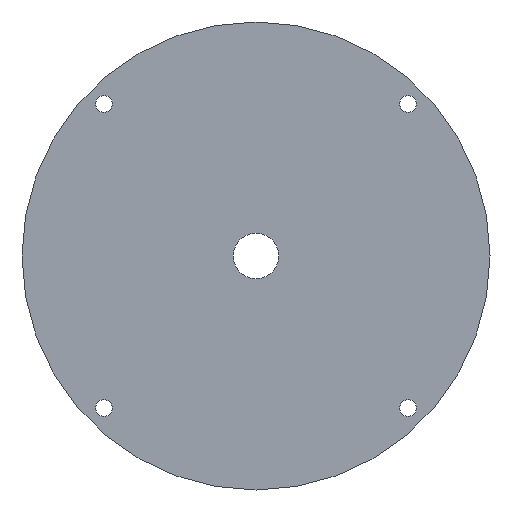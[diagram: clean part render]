
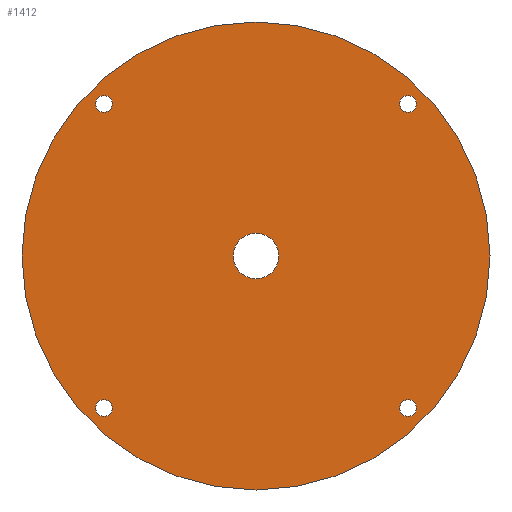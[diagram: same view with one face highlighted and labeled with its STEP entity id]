
A CAD part, front view. The second image highlights one B-rep face of the part: STEP entity #1412.
In plain terms, the highlighted planar face has unit normal (0, -1, 0).
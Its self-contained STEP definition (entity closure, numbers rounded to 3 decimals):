
#8 = CARTESIAN_POINT ( 'NONE',  ( 60.104, -1., -56.804 ) ) ;
#101 = EDGE_CURVE ( 'NONE', #807, #807, #815, .T. ) ;
#119 = VERTEX_POINT ( 'NONE', #1286 ) ;
#168 = FACE_BOUND ( 'NONE', #409, .T. ) ;
#177 = CARTESIAN_POINT ( 'NONE',  ( 0., -1., 0. ) ) ;
#206 = AXIS2_PLACEMENT_3D ( 'NONE', #1465, #1147, #211 ) ;
#211 = DIRECTION ( 'NONE',  ( 0., 0., 1. ) ) ;
#244 = VERTEX_POINT ( 'NONE', #1443 ) ;
#286 = PLANE ( 'NONE',  #752 ) ;
#295 = CIRCLE ( 'NONE', #298, 3.3 ) ;
#298 = AXIS2_PLACEMENT_3D ( 'NONE', #352, #532, #684 ) ;
#352 = CARTESIAN_POINT ( 'NONE',  ( -60.104, -1., -60.104 ) ) ;
#384 = AXIS2_PLACEMENT_3D ( 'NONE', #1489, #1952, #682 ) ;
#387 = EDGE_LOOP ( 'NONE', ( #1671 ) ) ;
#409 = EDGE_LOOP ( 'NONE', ( #1781 ) ) ;
#526 = CIRCLE ( 'NONE', #384, 92.5 ) ;
#532 = DIRECTION ( 'NONE',  ( 0., 1., 0. ) ) ;
#542 = FACE_BOUND ( 'NONE', #387, .T. ) ;
#543 = VERTEX_POINT ( 'NONE', #1468 ) ;
#564 = FACE_BOUND ( 'NONE', #1086, .T. ) ;
#591 = DIRECTION ( 'NONE',  ( 0., 0., -1. ) ) ;
#652 = EDGE_LOOP ( 'NONE', ( #1962 ) ) ;
#682 = DIRECTION ( 'NONE',  ( 0., 0., 1. ) ) ;
#684 = DIRECTION ( 'NONE',  ( 1., 0., 0. ) ) ;
#699 = DIRECTION ( 'NONE',  ( 0., 0., -1. ) ) ;
#706 = ORIENTED_EDGE ( 'NONE', *, *, #101, .T. ) ;
#711 = EDGE_CURVE ( 'NONE', #543, #543, #526, .T. ) ;
#752 = AXIS2_PLACEMENT_3D ( 'NONE', #2020, #1074, #591 ) ;
#807 = VERTEX_POINT ( 'NONE', #1617 ) ;
#811 = CIRCLE ( 'NONE', #1491, 9. ) ;
#815 = CIRCLE ( 'NONE', #1541, 3.3 ) ;
#842 = EDGE_CURVE ( 'NONE', #244, #244, #811, .T. ) ;
#913 = CIRCLE ( 'NONE', #1228, 3.3 ) ;
#942 = DIRECTION ( 'NONE',  ( 0., 1., 0. ) ) ;
#967 = ORIENTED_EDGE ( 'NONE', *, *, #1537, .T. ) ;
#1005 = EDGE_CURVE ( 'NONE', #1519, #1519, #1375, .T. ) ;
#1074 = DIRECTION ( 'NONE',  ( 0., -1., 0. ) ) ;
#1086 = EDGE_LOOP ( 'NONE', ( #706 ) ) ;
#1143 = CARTESIAN_POINT ( 'NONE',  ( -56.804, -1., -60.104 ) ) ;
#1147 = DIRECTION ( 'NONE',  ( 0., 1., 0. ) ) ;
#1169 = VERTEX_POINT ( 'NONE', #1143 ) ;
#1228 = AXIS2_PLACEMENT_3D ( 'NONE', #2013, #1886, #1725 ) ;
#1286 = CARTESIAN_POINT ( 'NONE',  ( 56.804, -1., 60.104 ) ) ;
#1375 = CIRCLE ( 'NONE', #206, 3.3 ) ;
#1397 = FACE_BOUND ( 'NONE', #1478, .T. ) ;
#1412 = ADVANCED_FACE ( 'NONE', ( #168, #564, #1828, #1397, #542, #1944 ), #286, .T. ) ;
#1443 = CARTESIAN_POINT ( 'NONE',  ( 0., -1., 9. ) ) ;
#1450 = ORIENTED_EDGE ( 'NONE', *, *, #1005, .T. ) ;
#1461 = DIRECTION ( 'NONE',  ( 0., 0., 1. ) ) ;
#1465 = CARTESIAN_POINT ( 'NONE',  ( 60.104, -1., -60.104 ) ) ;
#1468 = CARTESIAN_POINT ( 'NONE',  ( 0., -1., 92.5 ) ) ;
#1478 = EDGE_LOOP ( 'NONE', ( #1450 ) ) ;
#1489 = CARTESIAN_POINT ( 'NONE',  ( 0., -1., 0. ) ) ;
#1491 = AXIS2_PLACEMENT_3D ( 'NONE', #177, #942, #1461 ) ;
#1510 = CARTESIAN_POINT ( 'NONE',  ( -60.104, -1., 60.104 ) ) ;
#1519 = VERTEX_POINT ( 'NONE', #8 ) ;
#1537 = EDGE_CURVE ( 'NONE', #1169, #1169, #295, .T. ) ;
#1541 = AXIS2_PLACEMENT_3D ( 'NONE', #1510, #1829, #699 ) ;
#1617 = CARTESIAN_POINT ( 'NONE',  ( -60.104, -1., 56.804 ) ) ;
#1671 = ORIENTED_EDGE ( 'NONE', *, *, #842, .T. ) ;
#1725 = DIRECTION ( 'NONE',  ( -1., 0., 0. ) ) ;
#1760 = EDGE_CURVE ( 'NONE', #119, #119, #913, .T. ) ;
#1781 = ORIENTED_EDGE ( 'NONE', *, *, #1760, .T. ) ;
#1828 = FACE_BOUND ( 'NONE', #1906, .T. ) ;
#1829 = DIRECTION ( 'NONE',  ( 0., 1., 0. ) ) ;
#1886 = DIRECTION ( 'NONE',  ( 0., 1., 0. ) ) ;
#1906 = EDGE_LOOP ( 'NONE', ( #967 ) ) ;
#1944 = FACE_OUTER_BOUND ( 'NONE', #652, .T. ) ;
#1952 = DIRECTION ( 'NONE',  ( 0., 1., 0. ) ) ;
#1962 = ORIENTED_EDGE ( 'NONE', *, *, #711, .F. ) ;
#2013 = CARTESIAN_POINT ( 'NONE',  ( 60.104, -1., 60.104 ) ) ;
#2020 = CARTESIAN_POINT ( 'NONE',  ( -9., -1., 0. ) ) ;
